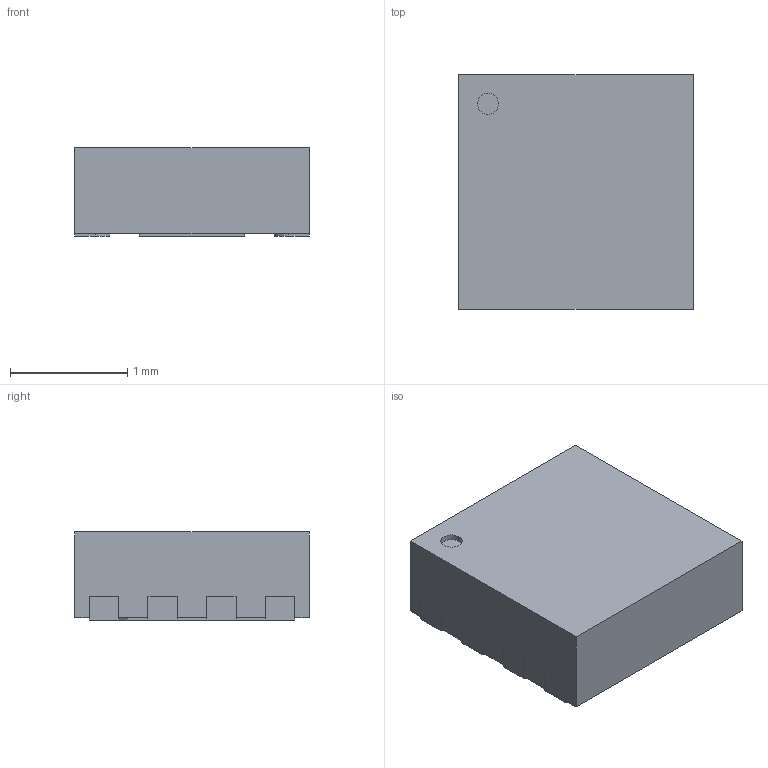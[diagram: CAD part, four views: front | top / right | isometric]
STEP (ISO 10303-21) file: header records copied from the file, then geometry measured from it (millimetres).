
FILE_DESCRIPTION(('STEP AP214'),'1');
FILE_NAME('X208_3D.step','2023-02-15T08:14:48',(' '),('ANSOFT Corporation'),'Spatial InterOp 3D',' ',' ');
FILE_SCHEMA(('AUTOMOTIVE_DESIGN { 1 0 10303 214 1 1 1 1 }'));
Length unit declared in the file: millimetre
Products named in the file (1): LF_1
Bounding box: 2 x 2 x 0.75 mm (x, y, z)
Volume: 3 mm3; surface area: 22 mm2
Topology: 10 solids, 10 shells, 118 faces, 288 edges, 192 vertices
Faces by surface type: plane 84, cylinder 34
Entity records: 4536 total; most frequent: DIRECTION 612, CARTESIAN_POINT 608, ORIENTED_EDGE 576, EDGE_CURVE 288, LINE 220, VECTOR 220, AXIS2_PLACEMENT_3D 196, VERTEX_POINT 192
